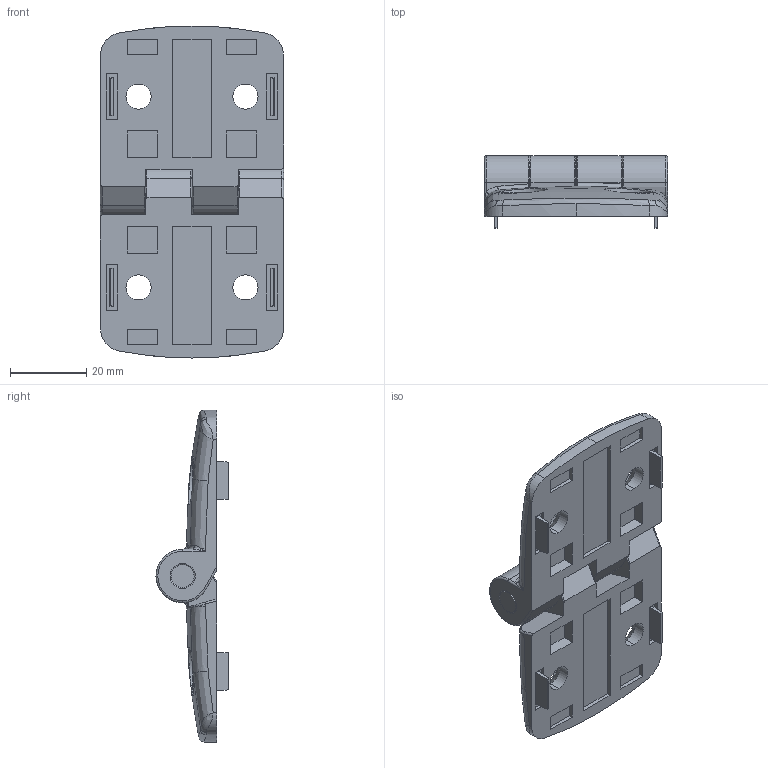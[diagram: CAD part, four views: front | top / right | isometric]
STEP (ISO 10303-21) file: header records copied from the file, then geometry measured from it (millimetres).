
FILE_DESCRIPTION (( 'STEP AP214' ), '1' );
FILE_NAME ('095k4545f10.STEP', '2014-08-13T12:43:17', ( '' ), ( '' ), 'SwSTEP 2.0', 'SolidWorks 2014', '' );
FILE_SCHEMA (( 'AUTOMOTIVE_DESIGN' ));
Length unit declared in the file: millimetre
Products named in the file (3): 095k45f00_095 k 45 f10; 095k4545f10; achse_6-48
Assembly tree (3 placements, depth 2):
  095k4545f10
    095k45f00_095 k 45 f10  x2
    achse_6-48
Bounding box: 48 x 18.9 x 87 mm (x, y, z)
Volume: 27048.9 mm3; surface area: 14403 mm2
Topology: 3 solids, 3 shells, 258 faces, 644 edges, 400 vertices
Faces by surface type: plane 118, cylinder 58, bspline 46, torus 28, cone 8
Entity records: 5096 total; most frequent: CARTESIAN_POINT 2044, ORIENTED_EDGE 644, DIRECTION 550, EDGE_CURVE 322, VERTEX_POINT 202, AXIS2_PLACEMENT_3D 192, VECTOR 166, LINE 166
